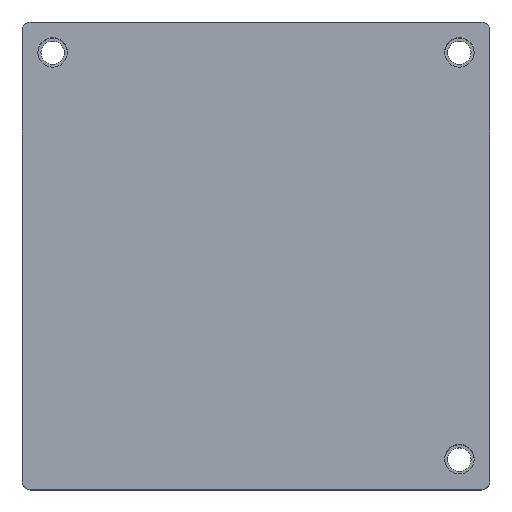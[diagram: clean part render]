
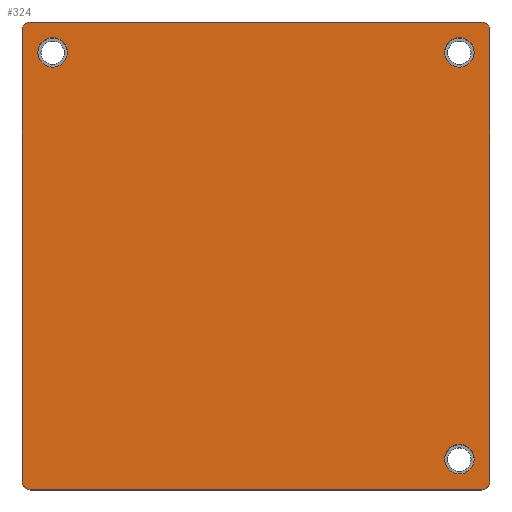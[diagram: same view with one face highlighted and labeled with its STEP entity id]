
A CAD part, top view. The second image highlights one B-rep face of the part: STEP entity #324.
In plain terms, the highlighted planar face has unit normal (0, 0, 1).
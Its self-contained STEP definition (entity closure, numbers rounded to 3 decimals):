
#43 = VERTEX_POINT('',#44);
#44 = CARTESIAN_POINT('',(29.,-30.,36.));
#50 = EDGE_CURVE('',#51,#43,#53,.T.);
#51 = VERTEX_POINT('',#52);
#52 = CARTESIAN_POINT('',(-29.,-30.,36.));
#53 = LINE('',#54,#55);
#54 = CARTESIAN_POINT('',(-29.,-30.,36.));
#55 = VECTOR('',#56,1.);
#56 = DIRECTION('',(1.,0.,0.));
#281 = VERTEX_POINT('',#282);
#282 = CARTESIAN_POINT('',(-30.,-29.,36.));
#288 = EDGE_CURVE('',#281,#51,#289,.T.);
#289 = CIRCLE('',#290,1.);
#290 = AXIS2_PLACEMENT_3D('',#291,#292,#293);
#291 = CARTESIAN_POINT('',(-29.,-29.,36.));
#292 = DIRECTION('',(0.,0.,1.));
#293 = DIRECTION('',(1.,0.,0.));
#304 = VERTEX_POINT('',#305);
#305 = CARTESIAN_POINT('',(30.,-29.,36.));
#313 = EDGE_CURVE('',#43,#304,#314,.T.);
#314 = CIRCLE('',#315,1.);
#315 = AXIS2_PLACEMENT_3D('',#316,#317,#318);
#316 = CARTESIAN_POINT('',(29.,-29.,36.));
#317 = DIRECTION('',(0.,0.,1.));
#318 = DIRECTION('',(1.,0.,0.));
#324 = ADVANCED_FACE('',(#325,#370,#381,#392),#403,.T.);
#325 = FACE_BOUND('',#326,.T.);
#326 = EDGE_LOOP('',(#327,#328,#329,#337,#346,#354,#363,#369));
#327 = ORIENTED_EDGE('',*,*,#50,.T.);
#328 = ORIENTED_EDGE('',*,*,#313,.T.);
#329 = ORIENTED_EDGE('',*,*,#330,.T.);
#330 = EDGE_CURVE('',#304,#331,#333,.T.);
#331 = VERTEX_POINT('',#332);
#332 = CARTESIAN_POINT('',(30.,29.,36.));
#333 = LINE('',#334,#335);
#334 = CARTESIAN_POINT('',(30.,-29.,36.));
#335 = VECTOR('',#336,1.);
#336 = DIRECTION('',(0.,1.,0.));
#337 = ORIENTED_EDGE('',*,*,#338,.T.);
#338 = EDGE_CURVE('',#331,#339,#341,.T.);
#339 = VERTEX_POINT('',#340);
#340 = CARTESIAN_POINT('',(29.,30.,36.));
#341 = CIRCLE('',#342,1.);
#342 = AXIS2_PLACEMENT_3D('',#343,#344,#345);
#343 = CARTESIAN_POINT('',(29.,29.,36.));
#344 = DIRECTION('',(0.,0.,1.));
#345 = DIRECTION('',(1.,0.,0.));
#346 = ORIENTED_EDGE('',*,*,#347,.T.);
#347 = EDGE_CURVE('',#339,#348,#350,.T.);
#348 = VERTEX_POINT('',#349);
#349 = CARTESIAN_POINT('',(-29.,30.,36.));
#350 = LINE('',#351,#352);
#351 = CARTESIAN_POINT('',(29.,30.,36.));
#352 = VECTOR('',#353,1.);
#353 = DIRECTION('',(-1.,0.,0.));
#354 = ORIENTED_EDGE('',*,*,#355,.T.);
#355 = EDGE_CURVE('',#348,#356,#358,.T.);
#356 = VERTEX_POINT('',#357);
#357 = CARTESIAN_POINT('',(-30.,29.,36.));
#358 = CIRCLE('',#359,1.);
#359 = AXIS2_PLACEMENT_3D('',#360,#361,#362);
#360 = CARTESIAN_POINT('',(-29.,29.,36.));
#361 = DIRECTION('',(0.,0.,1.));
#362 = DIRECTION('',(1.,0.,0.));
#363 = ORIENTED_EDGE('',*,*,#364,.T.);
#364 = EDGE_CURVE('',#356,#281,#365,.T.);
#365 = LINE('',#366,#367);
#366 = CARTESIAN_POINT('',(-30.,29.,36.));
#367 = VECTOR('',#368,1.);
#368 = DIRECTION('',(0.,-1.,0.));
#369 = ORIENTED_EDGE('',*,*,#288,.T.);
#370 = FACE_BOUND('',#371,.T.);
#371 = EDGE_LOOP('',(#372));
#372 = ORIENTED_EDGE('',*,*,#373,.F.);
#373 = EDGE_CURVE('',#374,#374,#376,.T.);
#374 = VERTEX_POINT('',#375);
#375 = CARTESIAN_POINT('',(28.,-26.1,36.));
#376 = CIRCLE('',#377,1.9);
#377 = AXIS2_PLACEMENT_3D('',#378,#379,#380);
#378 = CARTESIAN_POINT('',(26.1,-26.1,36.));
#379 = DIRECTION('',(0.,0.,1.));
#380 = DIRECTION('',(1.,0.,0.));
#381 = FACE_BOUND('',#382,.T.);
#382 = EDGE_LOOP('',(#383));
#383 = ORIENTED_EDGE('',*,*,#384,.F.);
#384 = EDGE_CURVE('',#385,#385,#387,.T.);
#385 = VERTEX_POINT('',#386);
#386 = CARTESIAN_POINT('',(-24.2,26.1,36.));
#387 = CIRCLE('',#388,1.9);
#388 = AXIS2_PLACEMENT_3D('',#389,#390,#391);
#389 = CARTESIAN_POINT('',(-26.1,26.1,36.));
#390 = DIRECTION('',(0.,0.,1.));
#391 = DIRECTION('',(1.,0.,0.));
#392 = FACE_BOUND('',#393,.T.);
#393 = EDGE_LOOP('',(#394));
#394 = ORIENTED_EDGE('',*,*,#395,.F.);
#395 = EDGE_CURVE('',#396,#396,#398,.T.);
#396 = VERTEX_POINT('',#397);
#397 = CARTESIAN_POINT('',(28.,26.1,36.));
#398 = CIRCLE('',#399,1.9);
#399 = AXIS2_PLACEMENT_3D('',#400,#401,#402);
#400 = CARTESIAN_POINT('',(26.1,26.1,36.));
#401 = DIRECTION('',(0.,0.,1.));
#402 = DIRECTION('',(1.,0.,0.));
#403 = PLANE('',#404);
#404 = AXIS2_PLACEMENT_3D('',#405,#406,#407);
#405 = CARTESIAN_POINT('',(0.,0.,36.));
#406 = DIRECTION('',(0.,0.,1.));
#407 = DIRECTION('',(1.,0.,0.));
